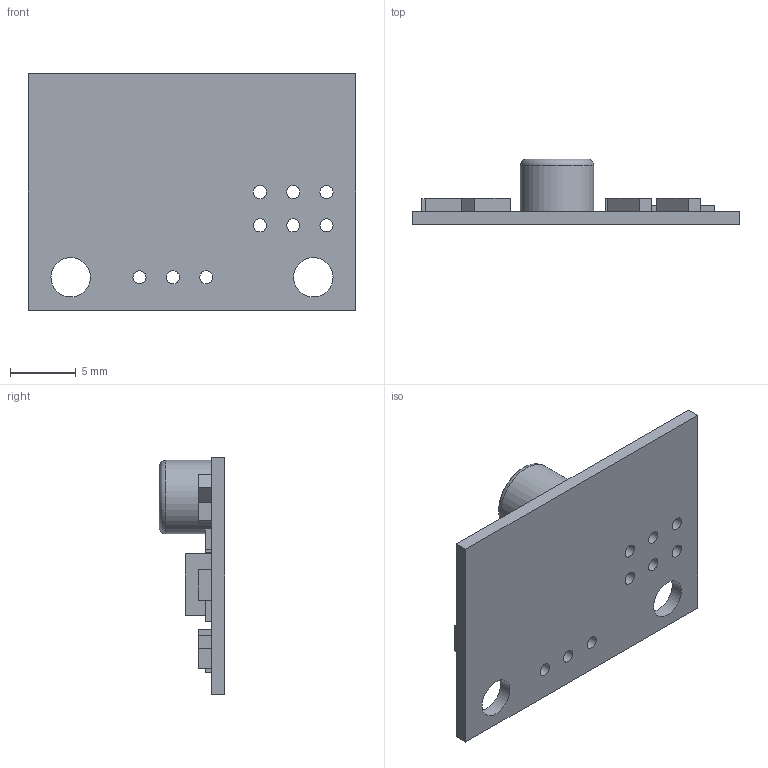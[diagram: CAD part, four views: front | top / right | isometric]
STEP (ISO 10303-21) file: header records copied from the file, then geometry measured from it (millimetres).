
FILE_DESCRIPTION(/* description */ (''),/* implementation_level */ '2;1');
FILE_NAME(/* name */ 'DC42 Mini IR Height Sensor v2 v7.step',/* time_stamp */ '2018-04-16T01:57:45-07:00',/* author */ ('jdntaylor'),/* organization */ (''),/* preprocessor_version */ 'ST-DEVELOPER v16.13',/* originating_system */ 'Autodesk Translation Framework v6.5.0.72',/* authorisation */ '');
FILE_SCHEMA (('AUTOMOTIVE_DESIGN { 1 0 10303 214 3 1 1 }'));
Length unit declared in the file: millimetre
Products named in the file (1): DC42 Mini IR Height Sensor v2
Bounding box: 25 x 5 x 18 mm (x, y, z)
Volume: 601.8 mm3; surface area: 1211.6 mm2
Topology: 2 solids, 2 shells, 93 faces, 223 edges, 149 vertices
Faces by surface type: plane 79, cylinder 13, torus 1
Full cylindrical faces by diameter (mm): 1 x9, 3 x2, 4.058 x1, 5.613 x1
Entity records: 2777 total; most frequent: CARTESIAN_POINT 466, ORIENTED_EDGE 446, DIRECTION 441, EDGE_CURVE 223, LINE 193, VECTOR 193, VERTEX_POINT 149, EDGE_LOOP 130
